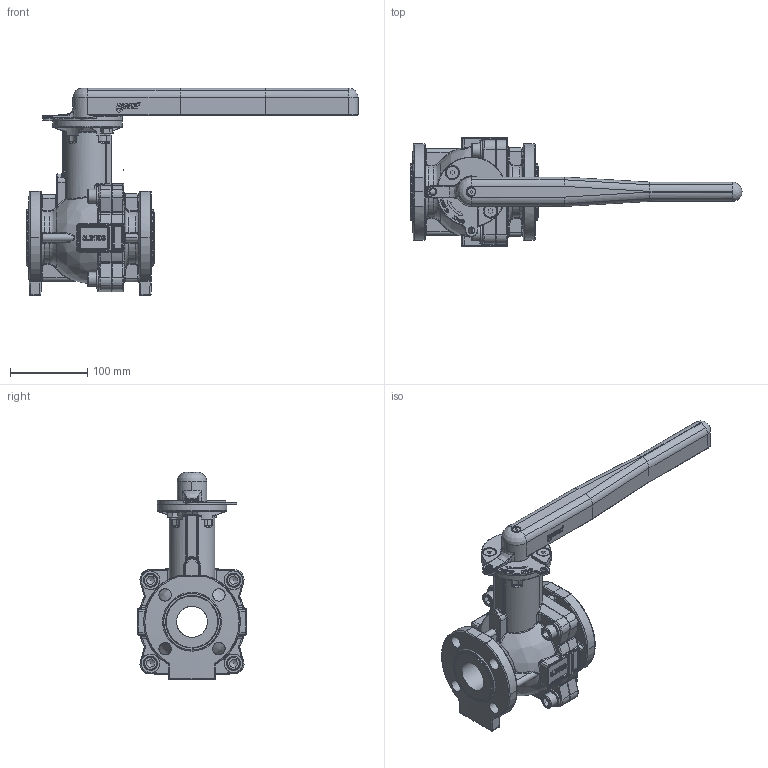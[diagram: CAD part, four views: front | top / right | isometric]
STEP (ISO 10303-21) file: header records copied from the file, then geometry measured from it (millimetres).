
FILE_DESCRIPTION(('HOOPS Exchange Step'),'2;1');
FILE_NAME('FK13010007.stp','2025-09-18T10:43:59+02:00',('nieru'),('Unknown organisation'),'HOOPS Exchange 2024.2','HOOPS Exchange','Unknown authorisation');
FILE_SCHEMA( ('AP203_CONFIGURATION_CONTROLLED_3D_DESIGN_OF_MECHANICAL_PARTS_AND_ASSEMBLIES_MIM_LF') );
Length unit declared in the file: millimetre
Products named in the file (4): 0; root
Assembly tree (3 placements, depth 3):
  root
    0
      0
      0
Bounding box: 429.6 x 140 x 268.5 mm (x, y, z)
Volume: 229908.3 mm3
Topology: 4 solids, 1055 shells, 2357 faces, 8860 edges, 7502 vertices
Faces by surface type: bspline 786, cylinder 677, plane 617, torus 149, cone 59, sphere 44, extrusion 25
Full cylindrical faces by diameter (mm): 2.2 x4, 4.134 x1, 9 x4, 12 x4, 13 x4, 16 x8, 18 x4, 24 x4, 55 x1, 66.5 x2, 68 x2, 73 x2, 90 x1, 131 x1, 139 x2
Entity records: 232807 total; most frequent: CARTESIAN_POINT 171956, ORIENTED_EDGE 11954, EDGE_CURVE 8787, VERTEX_POINT 7492, DIRECTION 6608, B_SPLINE_CURVE_WITH_KNOTS 5319, VECTOR 2682, LINE 2657
